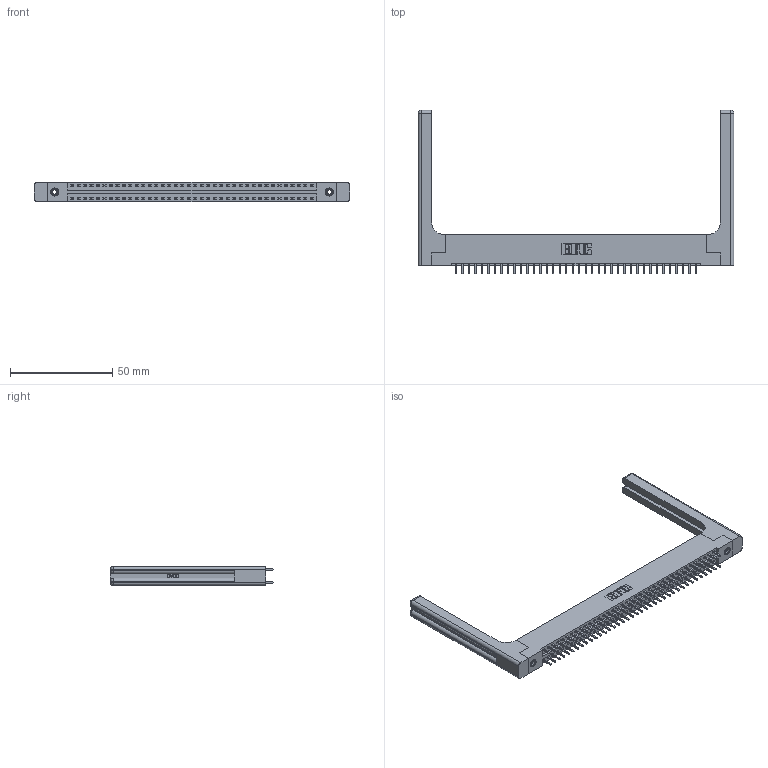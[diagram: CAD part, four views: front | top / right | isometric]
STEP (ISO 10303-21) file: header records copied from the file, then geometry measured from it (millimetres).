
FILE_DESCRIPTION (( 'STEP AP203' ), '1' );
FILE_NAME ('346-076-521-258.STEP', '2022-05-25T04:39:16', ( '' ), ( '' ), 'SwSTEP 2.0', 'SolidWorks 2020', '' );
FILE_SCHEMA (( 'CONFIG_CONTROL_DESIGN' ));
Length unit declared in the file: inch
Products named in the file (5): 346 Part_Flush Mounting Lugs - 0.156 Dia-TH; 345-250-001_345-250-001-102; 346-076-521-258; 346-220-058_345-220-058; 345-292-001_345-293-121
Assembly tree (81 placements, depth 2):
  346-076-521-258
    346 Part_Flush Mounting Lugs - 0.156 Dia-TH
    345-292-001_345-293-121  x76
    345-250-001_345-250-001-102  x2
    346-220-058_345-220-058  x2
Bounding box: 154.71 x 80.01 x 9.4 mm (x, y, z)
Volume: 22500.3 mm3; surface area: 25362.5 mm2
Topology: 81 solids, 81 shells, 4344 faces, 12811 edges, 8418 vertices
Faces by surface type: plane 2898, cylinder 1386, bspline 36, cone 12, sphere 8, torus 4
Entity records: 30954 total; most frequent: CARTESIAN_POINT 6119, ORIENTED_EDGE 4848, DIRECTION 4376, EDGE_CURVE 2424, VECTOR 2048, LINE 2048, VERTEX_POINT 1606, AXIS2_PLACEMENT_3D 1164
